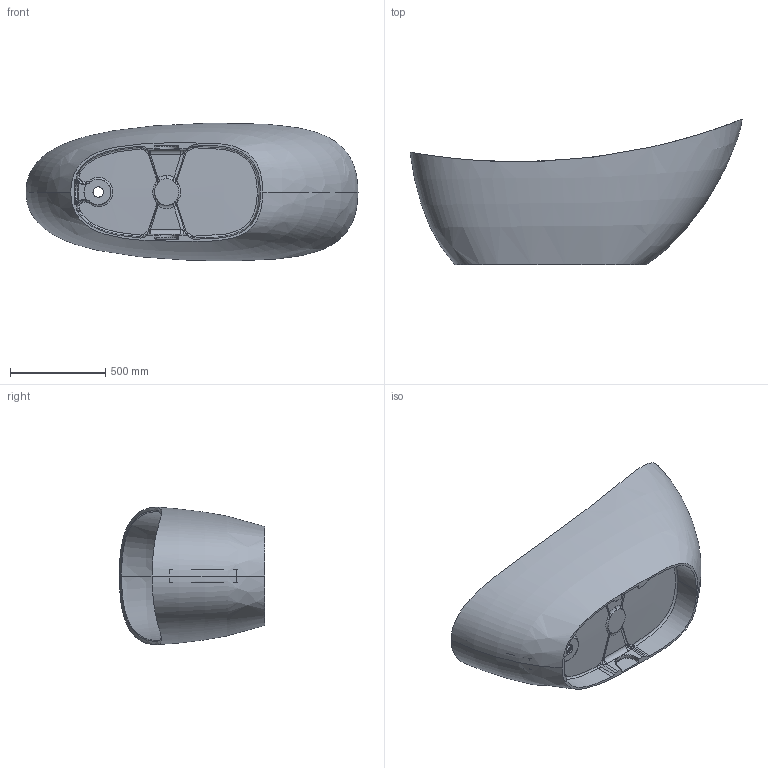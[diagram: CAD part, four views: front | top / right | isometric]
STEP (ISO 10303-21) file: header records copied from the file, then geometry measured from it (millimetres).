
FILE_DESCRIPTION (( 'STEP AP214' ), '1' );
FILE_NAME ('Marina.STEP', '2021-10-13T07:23:37', ( '' ), ( '' ), 'SwSTEP 2.0', 'SolidWorks 2020', '' );
FILE_SCHEMA (( 'AUTOMOTIVE_DESIGN' ));
Length unit declared in the file: millimetre
Products named in the file (1): Marina
Bounding box: 1747.31 x 765 x 724.93 mm (x, y, z)
Volume: 72663366.6 mm3; surface area: 5458120.9 mm2
Topology: 1 solids, 1 shells, 204 faces, 539 edges, 336 vertices
Faces by surface type: bspline 111, cylinder 44, plane 34, torus 6, sphere 6, cone 3
Entity records: 31270 total; most frequent: CARTESIAN_POINT 27161, ORIENTED_EDGE 1074, DIRECTION 571, EDGE_CURVE 537, VERTEX_POINT 336, B_SPLINE_CURVE_WITH_KNOTS 237, AXIS2_PLACEMENT_3D 231, EDGE_LOOP 209
